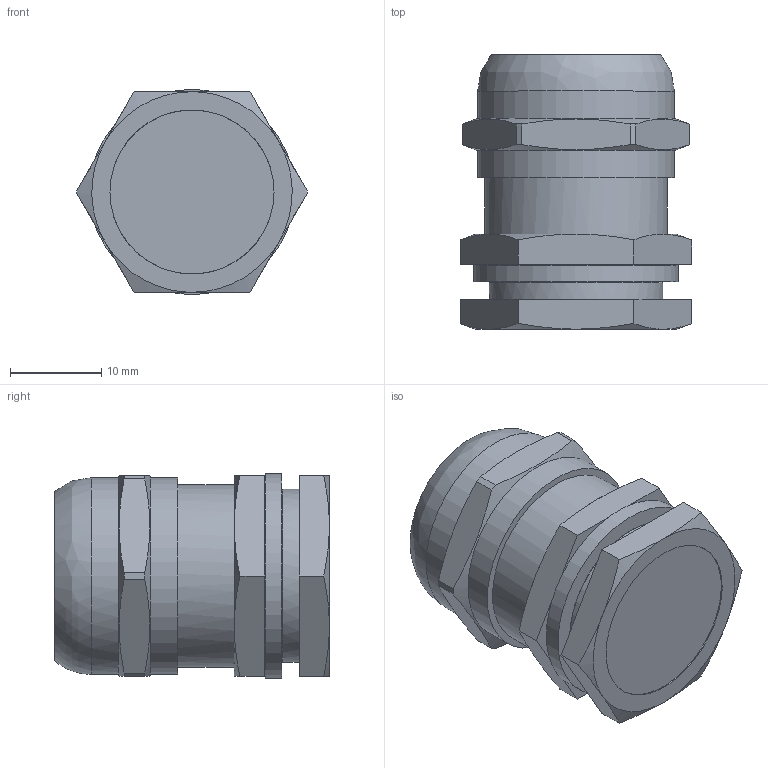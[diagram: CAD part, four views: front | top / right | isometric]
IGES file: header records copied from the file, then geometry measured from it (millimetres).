
Global section: file name: M19(6-12); native system: Autodesk Inventor 2015; preprocessor: unknown; author: Qwa7-112; date: 20160706.094234; units: centimetre
Bounding box: 25.4 x 30.13 x 22.5 mm (x, y, z)
Volume: 10839.3 mm3; surface area: 3785.1 mm2
Topology: 1 solids, 1 shells, 60 faces, 149 edges, 100 vertices
Faces by surface type: bspline 60
